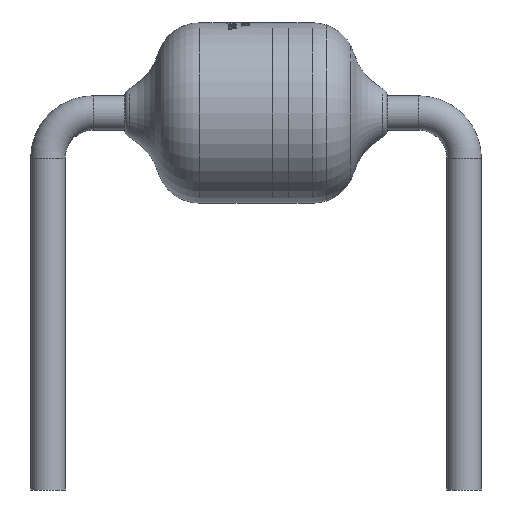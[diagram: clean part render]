
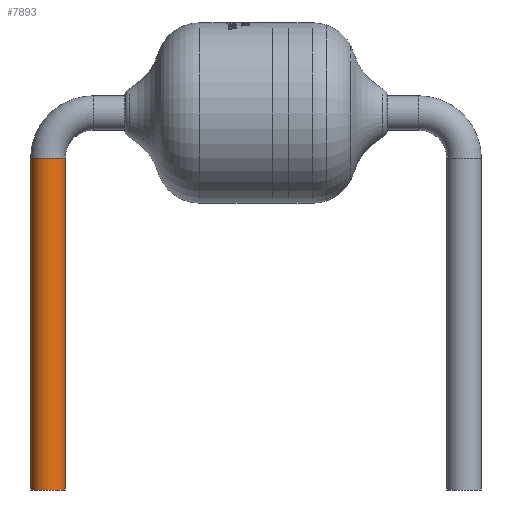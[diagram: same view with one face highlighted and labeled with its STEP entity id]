
A CAD part, front view. The second image highlights one B-rep face of the part: STEP entity #7893.
In plain terms, the highlighted cylindrical face has radius 0.21 mm (diameter 0.42 mm), a partial arc.
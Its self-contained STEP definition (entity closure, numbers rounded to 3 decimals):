
#54 = EDGE_CURVE ( 'NONE', #1003, #5067, #10121, .T. ) ;
#94 = CARTESIAN_POINT ( 'NONE',  ( -2.54, 0., -4.6 ) ) ;
#292 = DIRECTION ( 'NONE',  ( 1., 0., 0. ) ) ;
#335 = FACE_OUTER_BOUND ( 'NONE', #11278, .T. ) ;
#736 = ORIENTED_EDGE ( 'NONE', *, *, #54, .F. ) ;
#948 = AXIS2_PLACEMENT_3D ( 'NONE', #94, #5307, #292 ) ;
#1003 = VERTEX_POINT ( 'NONE', #10109 ) ;
#1291 = CYLINDRICAL_SURFACE ( 'NONE', #2408, 0.21 ) ;
#2408 = AXIS2_PLACEMENT_3D ( 'NONE', #3867, #4619, #8843 ) ;
#3132 = EDGE_CURVE ( 'NONE', #4202, #5067, #6494, .T. ) ;
#3274 = CIRCLE ( 'NONE', #948, 0.21 ) ;
#3641 = DIRECTION ( 'NONE',  ( 0., 0., 1. ) ) ;
#3776 = LINE ( 'NONE', #7639, #8425 ) ;
#3867 = CARTESIAN_POINT ( 'NONE',  ( -2.54, 0., -4.6 ) ) ;
#4111 = VECTOR ( 'NONE', #4471, 1000. ) ;
#4202 = VERTEX_POINT ( 'NONE', #11759 ) ;
#4331 = CARTESIAN_POINT ( 'NONE',  ( -2.33, 0., -0.555 ) ) ;
#4471 = DIRECTION ( 'NONE',  ( 0., 0., 1. ) ) ;
#4619 = DIRECTION ( 'NONE',  ( 0., 0., 1. ) ) ;
#5067 = VERTEX_POINT ( 'NONE', #4331 ) ;
#5143 = CARTESIAN_POINT ( 'NONE',  ( -2.54, 0., -0.555 ) ) ;
#5307 = DIRECTION ( 'NONE',  ( 0., 0., 1. ) ) ;
#6180 = DIRECTION ( 'NONE',  ( 1., 0., 0. ) ) ;
#6388 = ORIENTED_EDGE ( 'NONE', *, *, #12337, .T. ) ;
#6494 = LINE ( 'NONE', #10556, #4111 ) ;
#7100 = CARTESIAN_POINT ( 'NONE',  ( -2.75, 0., -4.6 ) ) ;
#7639 = CARTESIAN_POINT ( 'NONE',  ( -2.75, 0., -4.6 ) ) ;
#7893 = ADVANCED_FACE ( 'NONE', ( #335 ), #1291, .T. ) ;
#8194 = VERTEX_POINT ( 'NONE', #7100 ) ;
#8425 = VECTOR ( 'NONE', #3641, 1000. ) ;
#8843 = DIRECTION ( 'NONE',  ( 1., 0., 0. ) ) ;
#10109 = CARTESIAN_POINT ( 'NONE',  ( -2.75, 0., -0.555 ) ) ;
#10121 = CIRCLE ( 'NONE', #10779, 0.21 ) ;
#10308 = DIRECTION ( 'NONE',  ( 0., 0., 1. ) ) ;
#10437 = ORIENTED_EDGE ( 'NONE', *, *, #12198, .F. ) ;
#10556 = CARTESIAN_POINT ( 'NONE',  ( -2.33, 0., -4.6 ) ) ;
#10779 = AXIS2_PLACEMENT_3D ( 'NONE', #5143, #10308, #6180 ) ;
#11278 = EDGE_LOOP ( 'NONE', ( #10437, #6388, #12833, #736 ) ) ;
#11759 = CARTESIAN_POINT ( 'NONE',  ( -2.33, 0., -4.6 ) ) ;
#12198 = EDGE_CURVE ( 'NONE', #8194, #1003, #3776, .T. ) ;
#12337 = EDGE_CURVE ( 'NONE', #8194, #4202, #3274, .T. ) ;
#12833 = ORIENTED_EDGE ( 'NONE', *, *, #3132, .T. ) ;
